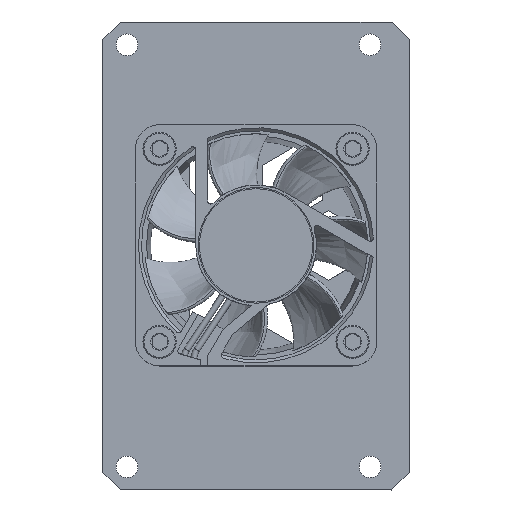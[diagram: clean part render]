
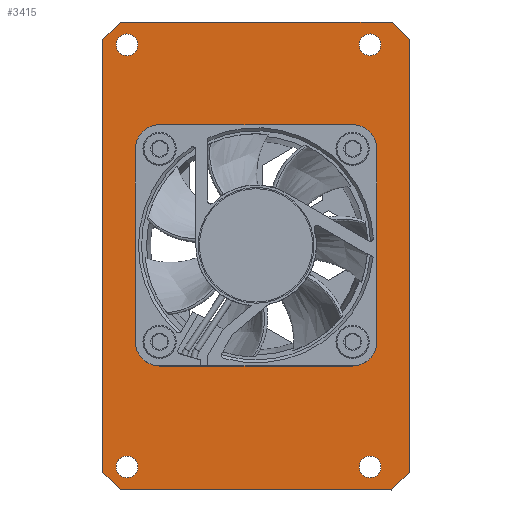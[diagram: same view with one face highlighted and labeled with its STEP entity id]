
A CAD part, top view. The second image highlights one B-rep face of the part: STEP entity #3415.
In plain terms, the highlighted planar face has unit normal (0, 0, 1).
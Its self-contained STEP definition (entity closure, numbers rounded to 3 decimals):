
#143=FACE_BOUND('',#571,.T.);
#144=FACE_BOUND('',#572,.T.);
#145=FACE_BOUND('',#573,.T.);
#146=FACE_BOUND('',#574,.T.);
#147=FACE_BOUND('',#575,.T.);
#261=PLANE('',#3680);
#379=FACE_OUTER_BOUND('',#570,.T.);
#570=EDGE_LOOP('',(#2614,#2615,#2616,#2617,#2618,#2619,#2620,#2621));
#571=EDGE_LOOP('',(#2622,#2623,#2624,#2625,#2626,#2627,#2628,#2629));
#572=EDGE_LOOP('',(#2630));
#573=EDGE_LOOP('',(#2631));
#574=EDGE_LOOP('',(#2632));
#575=EDGE_LOOP('',(#2633));
#770=LINE('',#5020,#1055);
#775=LINE('',#5034,#1060);
#779=LINE('',#5046,#1064);
#783=LINE('',#5058,#1068);
#848=LINE('',#5297,#1133);
#852=LINE('',#5305,#1137);
#855=LINE('',#5311,#1140);
#858=LINE('',#5317,#1143);
#861=LINE('',#5323,#1146);
#864=LINE('',#5329,#1149);
#867=LINE('',#5335,#1152);
#870=LINE('',#5340,#1155);
#1055=VECTOR('',#4006,10.);
#1060=VECTOR('',#4019,10.);
#1064=VECTOR('',#4031,10.);
#1068=VECTOR('',#4043,10.);
#1133=VECTOR('',#4226,10.);
#1137=VECTOR('',#4232,10.);
#1140=VECTOR('',#4237,10.);
#1143=VECTOR('',#4242,10.);
#1146=VECTOR('',#4247,10.);
#1149=VECTOR('',#4252,10.);
#1152=VECTOR('',#4257,10.);
#1155=VECTOR('',#4262,10.);
#1317=CIRCLE('',#3603,3.);
#1319=CIRCLE('',#3607,3.);
#1321=CIRCLE('',#3611,3.);
#1323=CIRCLE('',#3615,3.);
#1334=CIRCLE('',#3663,1.8);
#1336=CIRCLE('',#3665,1.8);
#1338=CIRCLE('',#3669,1.8);
#1340=CIRCLE('',#3671,1.8);
#1505=VERTEX_POINT('',#5018);
#1506=VERTEX_POINT('',#5019);
#1509=VERTEX_POINT('',#5027);
#1511=VERTEX_POINT('',#5033);
#1513=VERTEX_POINT('',#5039);
#1515=VERTEX_POINT('',#5045);
#1517=VERTEX_POINT('',#5051);
#1519=VERTEX_POINT('',#5057);
#1553=VERTEX_POINT('',#5216);
#1555=VERTEX_POINT('',#5239);
#1558=VERTEX_POINT('',#5268);
#1560=VERTEX_POINT('',#5291);
#1561=VERTEX_POINT('',#5295);
#1562=VERTEX_POINT('',#5296);
#1565=VERTEX_POINT('',#5304);
#1567=VERTEX_POINT('',#5310);
#1569=VERTEX_POINT('',#5316);
#1571=VERTEX_POINT('',#5322);
#1573=VERTEX_POINT('',#5328);
#1575=VERTEX_POINT('',#5334);
#1847=EDGE_CURVE('',#1505,#1506,#770,.T.);
#1851=EDGE_CURVE('',#1506,#1509,#1317,.T.);
#1854=EDGE_CURVE('',#1509,#1511,#775,.T.);
#1857=EDGE_CURVE('',#1511,#1513,#1319,.T.);
#1860=EDGE_CURVE('',#1513,#1515,#779,.T.);
#1863=EDGE_CURVE('',#1515,#1517,#1321,.T.);
#1866=EDGE_CURVE('',#1517,#1519,#783,.T.);
#1869=EDGE_CURVE('',#1519,#1505,#1323,.T.);
#1936=EDGE_CURVE('',#1553,#1553,#1334,.T.);
#1939=EDGE_CURVE('',#1555,#1555,#1336,.T.);
#1945=EDGE_CURVE('',#1558,#1558,#1338,.T.);
#1948=EDGE_CURVE('',#1560,#1560,#1340,.T.);
#1949=EDGE_CURVE('',#1561,#1562,#848,.T.);
#1953=EDGE_CURVE('',#1565,#1562,#852,.T.);
#1956=EDGE_CURVE('',#1567,#1565,#855,.T.);
#1959=EDGE_CURVE('',#1569,#1567,#858,.T.);
#1962=EDGE_CURVE('',#1571,#1569,#861,.T.);
#1965=EDGE_CURVE('',#1573,#1571,#864,.T.);
#1968=EDGE_CURVE('',#1575,#1573,#867,.T.);
#1971=EDGE_CURVE('',#1575,#1561,#870,.T.);
#2614=ORIENTED_EDGE('',*,*,#1971,.T.);
#2615=ORIENTED_EDGE('',*,*,#1949,.T.);
#2616=ORIENTED_EDGE('',*,*,#1953,.F.);
#2617=ORIENTED_EDGE('',*,*,#1956,.F.);
#2618=ORIENTED_EDGE('',*,*,#1959,.F.);
#2619=ORIENTED_EDGE('',*,*,#1962,.F.);
#2620=ORIENTED_EDGE('',*,*,#1965,.F.);
#2621=ORIENTED_EDGE('',*,*,#1968,.F.);
#2622=ORIENTED_EDGE('',*,*,#1847,.T.);
#2623=ORIENTED_EDGE('',*,*,#1851,.T.);
#2624=ORIENTED_EDGE('',*,*,#1854,.T.);
#2625=ORIENTED_EDGE('',*,*,#1857,.T.);
#2626=ORIENTED_EDGE('',*,*,#1860,.T.);
#2627=ORIENTED_EDGE('',*,*,#1863,.T.);
#2628=ORIENTED_EDGE('',*,*,#1866,.T.);
#2629=ORIENTED_EDGE('',*,*,#1869,.T.);
#2630=ORIENTED_EDGE('',*,*,#1948,.T.);
#2631=ORIENTED_EDGE('',*,*,#1945,.T.);
#2632=ORIENTED_EDGE('',*,*,#1939,.T.);
#2633=ORIENTED_EDGE('',*,*,#1936,.T.);
#3415=ADVANCED_FACE('',(#379,#143,#144,#145,#146,#147),#261,.T.);
#3603=AXIS2_PLACEMENT_3D('',#5028,#4012,#4013);
#3607=AXIS2_PLACEMENT_3D('',#5040,#4024,#4025);
#3611=AXIS2_PLACEMENT_3D('',#5052,#4036,#4037);
#3615=AXIS2_PLACEMENT_3D('',#5063,#4048,#4049);
#3663=AXIS2_PLACEMENT_3D('',#5218,#4200,#4201);
#3665=AXIS2_PLACEMENT_3D('',#5241,#4205,#4206);
#3669=AXIS2_PLACEMENT_3D('',#5270,#4217,#4218);
#3671=AXIS2_PLACEMENT_3D('',#5293,#4222,#4223);
#3680=AXIS2_PLACEMENT_3D('',#5342,#4264,#4265);
#4006=DIRECTION('',(0.,-1.,0.));
#4012=DIRECTION('center_axis',(0.,0.,-1.));
#4013=DIRECTION('ref_axis',(0.,-1.,0.));
#4019=DIRECTION('',(-1.,0.,0.));
#4024=DIRECTION('center_axis',(0.,0.,-1.));
#4025=DIRECTION('ref_axis',(-1.,0.,0.));
#4031=DIRECTION('',(0.,1.,0.));
#4036=DIRECTION('center_axis',(0.,0.,-1.));
#4037=DIRECTION('ref_axis',(0.,1.,0.));
#4043=DIRECTION('',(1.,0.,0.));
#4048=DIRECTION('center_axis',(0.,0.,-1.));
#4049=DIRECTION('ref_axis',(1.,0.,0.));
#4200=DIRECTION('center_axis',(0.,0.,-1.));
#4201=DIRECTION('ref_axis',(-1.,0.,0.));
#4205=DIRECTION('center_axis',(0.,0.,-1.));
#4206=DIRECTION('ref_axis',(-1.,0.,0.));
#4217=DIRECTION('center_axis',(0.,0.,-1.));
#4218=DIRECTION('ref_axis',(-1.,0.,0.));
#4222=DIRECTION('center_axis',(0.,0.,-1.));
#4223=DIRECTION('ref_axis',(-1.,0.,0.));
#4226=DIRECTION('',(0.,-1.,0.));
#4232=DIRECTION('',(-0.706,0.708,0.));
#4237=DIRECTION('',(-1.,0.,0.));
#4242=DIRECTION('',(-0.707,-0.707,0.));
#4247=DIRECTION('',(0.,-1.,0.));
#4252=DIRECTION('',(0.719,-0.695,0.));
#4257=DIRECTION('',(1.,0.,0.));
#4262=DIRECTION('',(-0.707,-0.707,0.));
#4264=DIRECTION('center_axis',(0.,0.,1.));
#4265=DIRECTION('ref_axis',(1.,0.,0.));
#5018=CARTESIAN_POINT('',(86.099,-26.362,2.999));
#5019=CARTESIAN_POINT('',(86.099,-58.362,2.999));
#5020=CARTESIAN_POINT('',(86.099,-51.234,2.999));
#5027=CARTESIAN_POINT('',(83.099,-61.362,2.999));
#5028=CARTESIAN_POINT('Origin',(83.099,-58.362,2.999));
#5033=CARTESIAN_POINT('',(51.099,-61.362,2.999));
#5034=CARTESIAN_POINT('',(59.094,-61.362,2.999));
#5039=CARTESIAN_POINT('',(48.099,-58.362,2.999));
#5040=CARTESIAN_POINT('Origin',(51.099,-58.362,2.999));
#5045=CARTESIAN_POINT('',(48.099,-26.362,2.999));
#5046=CARTESIAN_POINT('',(48.099,-35.234,2.999));
#5051=CARTESIAN_POINT('',(51.099,-23.362,2.999));
#5052=CARTESIAN_POINT('Origin',(51.099,-26.362,2.999));
#5057=CARTESIAN_POINT('',(83.099,-23.362,2.999));
#5058=CARTESIAN_POINT('',(75.094,-23.362,2.999));
#5063=CARTESIAN_POINT('Origin',(83.099,-26.362,2.999));
#5216=CARTESIAN_POINT('',(87.8,-79.085,2.999));
#5218=CARTESIAN_POINT('Origin',(86.,-79.085,2.999));
#5239=CARTESIAN_POINT('',(47.5,-79.088,2.999));
#5241=CARTESIAN_POINT('Origin',(45.7,-79.088,2.999));
#5268=CARTESIAN_POINT('',(87.796,-9.085,2.999));
#5270=CARTESIAN_POINT('Origin',(85.996,-9.085,2.999));
#5291=CARTESIAN_POINT('',(47.496,-9.088,2.999));
#5293=CARTESIAN_POINT('Origin',(45.696,-9.088,2.999));
#5295=CARTESIAN_POINT('',(41.689,-8.205,2.999));
#5296=CARTESIAN_POINT('',(41.7,-80.005,2.999));
#5297=CARTESIAN_POINT('',(41.689,-8.205,2.999));
#5304=CARTESIAN_POINT('',(44.589,-82.905,2.999));
#5305=CARTESIAN_POINT('',(44.589,-82.905,2.999));
#5310=CARTESIAN_POINT('',(89.589,-82.905,2.999));
#5311=CARTESIAN_POINT('',(89.589,-82.905,2.999));
#5316=CARTESIAN_POINT('',(92.489,-80.005,2.999));
#5317=CARTESIAN_POINT('',(92.489,-80.005,2.999));
#5322=CARTESIAN_POINT('',(92.489,-8.205,2.999));
#5323=CARTESIAN_POINT('',(92.489,-8.205,2.999));
#5328=CARTESIAN_POINT('',(89.489,-5.305,2.999));
#5329=CARTESIAN_POINT('',(89.489,-5.305,2.999));
#5334=CARTESIAN_POINT('',(44.589,-5.305,2.999));
#5335=CARTESIAN_POINT('',(44.589,-5.305,2.999));
#5340=CARTESIAN_POINT('',(44.589,-5.305,2.999));
#5342=CARTESIAN_POINT('Origin',(67.089,-44.105,2.999));
